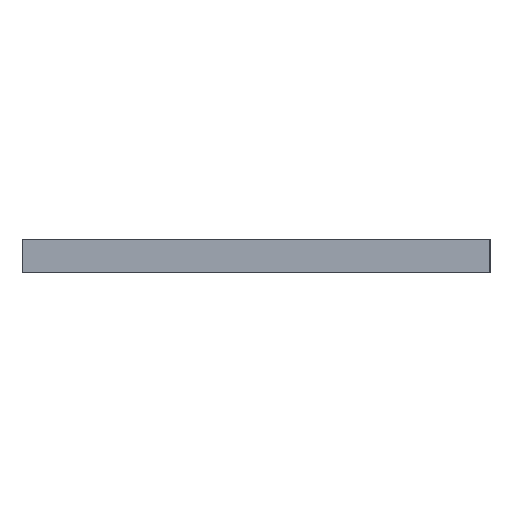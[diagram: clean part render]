
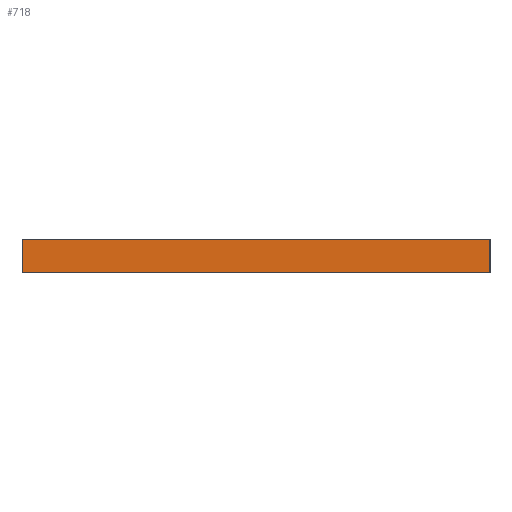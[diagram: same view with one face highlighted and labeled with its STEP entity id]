
A CAD part, left-side view. The second image highlights one B-rep face of the part: STEP entity #718.
In plain terms, the highlighted planar face has unit normal (-1, 0, 0).
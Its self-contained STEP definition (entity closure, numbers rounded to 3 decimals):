
#79=PLANE('',#809);
#112=FACE_OUTER_BOUND('',#145,.T.);
#145=EDGE_LOOP('',(#603,#604,#605,#606));
#222=LINE('',#1185,#277);
#230=LINE('',#1200,#285);
#231=LINE('',#1202,#286);
#232=LINE('',#1203,#287);
#277=VECTOR('',#992,10.);
#285=VECTOR('',#1004,10.);
#286=VECTOR('',#1007,10.);
#287=VECTOR('',#1008,10.);
#383=VERTEX_POINT('',#1182);
#384=VERTEX_POINT('',#1184);
#388=VERTEX_POINT('',#1196);
#389=VERTEX_POINT('',#1198);
#472=EDGE_CURVE('',#383,#384,#222,.T.);
#480=EDGE_CURVE('',#388,#389,#230,.T.);
#481=EDGE_CURVE('',#383,#388,#231,.T.);
#482=EDGE_CURVE('',#384,#389,#232,.T.);
#603=ORIENTED_EDGE('',*,*,#481,.T.);
#604=ORIENTED_EDGE('',*,*,#480,.T.);
#605=ORIENTED_EDGE('',*,*,#482,.F.);
#606=ORIENTED_EDGE('',*,*,#472,.F.);
#718=ADVANCED_FACE('',(#112),#79,.T.);
#809=AXIS2_PLACEMENT_3D('',#1201,#1005,#1006);
#992=DIRECTION('',(0.,0.,1.));
#1004=DIRECTION('',(0.,0.,1.));
#1005=DIRECTION('center_axis',(-1.,0.,0.));
#1006=DIRECTION('ref_axis',(0.,-1.,0.));
#1007=DIRECTION('',(0.,-1.,0.));
#1008=DIRECTION('',(0.,-1.,0.));
#1182=CARTESIAN_POINT('',(-64.2,20.97,0.));
#1184=CARTESIAN_POINT('',(-64.2,20.97,2.5));
#1185=CARTESIAN_POINT('',(-64.2,20.97,0.));
#1196=CARTESIAN_POINT('',(-64.2,-14.25,0.));
#1198=CARTESIAN_POINT('',(-64.2,-14.25,2.5));
#1200=CARTESIAN_POINT('',(-64.2,-14.25,0.));
#1201=CARTESIAN_POINT('Origin',(-64.2,20.97,0.));
#1202=CARTESIAN_POINT('',(-64.2,20.97,0.));
#1203=CARTESIAN_POINT('',(-64.2,20.97,2.5));
